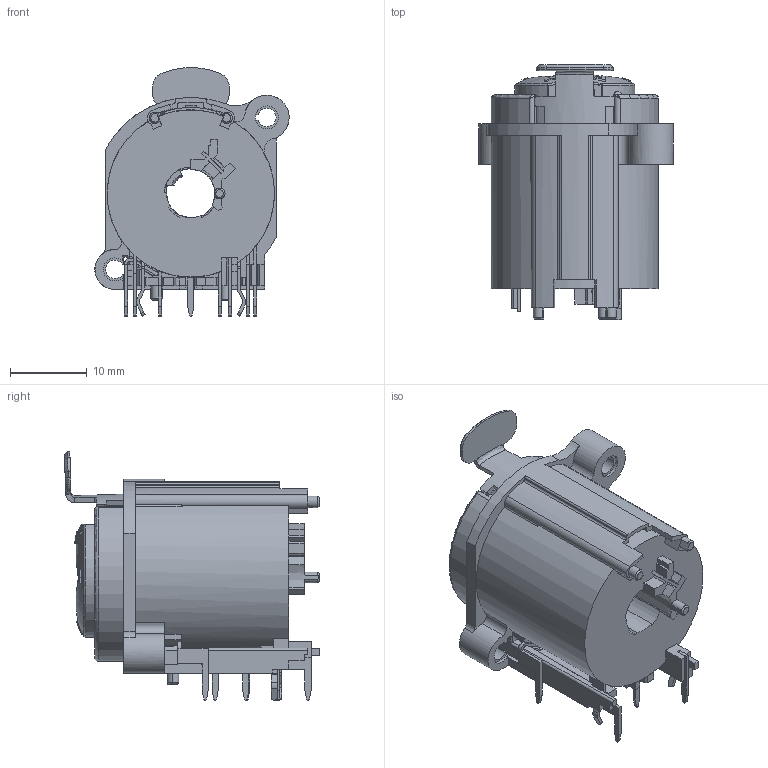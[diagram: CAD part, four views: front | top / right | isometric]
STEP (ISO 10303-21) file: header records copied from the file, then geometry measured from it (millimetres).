
FILE_DESCRIPTION((''),'2;1');
FILE_NAME('RCJ10FA_H','2020-06-30T',('zyj'),(''),'PRO/ENGINEER BY PARAMETRIC TECHNOLOGY CORPORATION, 2013040','PRO/ENGINEER BY PARAMETRIC TECHNOLOGY CORPORATION, 2013040','');
FILE_SCHEMA(('CONFIG_CONTROL_DESIGN','SHAPE_APPEARANCE_LAYERS_GROUPS'));
Length unit declared in the file: millimetre
Products named in the file (1): RCJ10FA_H
Bounding box: 25.3 x 33.21 x 32.38 mm (x, y, z)
Volume: 8184.2 mm3; surface area: 7551 mm2
Topology: 1 solids, 4 shells, 1070 faces, 3155 edges, 2086 vertices
Faces by surface type: plane 755, cylinder 148, extrusion 54, bspline 52, cone 36, torus 19, sphere 6
Entity records: 39475 total; most frequent: CARTESIAN_POINT 11685, ORIENTED_EDGE 6296, DIRECTION 5009, EDGE_CURVE 3148, VECTOR 2131, VERTEX_POINT 2086, LINE 2077, AXIS2_PLACEMENT_3D 1439
